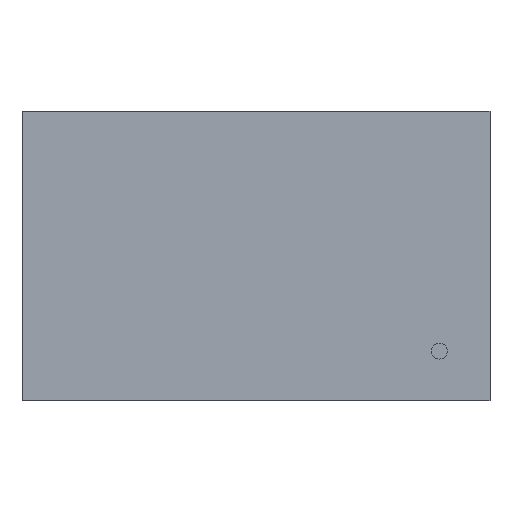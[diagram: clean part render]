
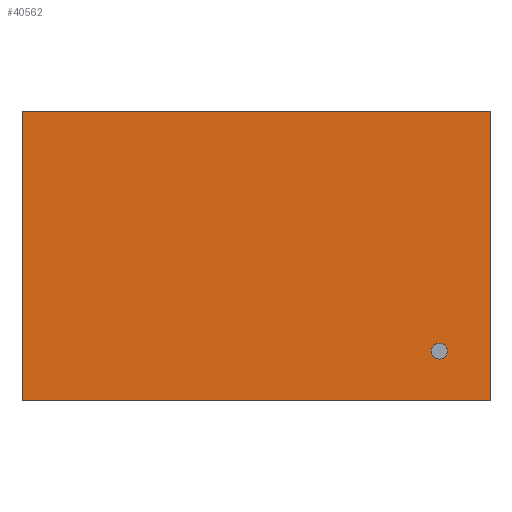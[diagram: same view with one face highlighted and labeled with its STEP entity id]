
A CAD part, front view. The second image highlights one B-rep face of the part: STEP entity #40562.
In plain terms, the highlighted planar face has unit normal (0, -1, 0).
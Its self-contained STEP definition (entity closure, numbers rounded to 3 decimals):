
#816 = CARTESIAN_POINT ( 'NONE',  ( -5.25, 0., -3.25 ) ) ;
#1199 = VERTEX_POINT ( 'NONE', #15779 ) ;
#1252 = CARTESIAN_POINT ( 'NONE',  ( 5.25, 0., -3.25 ) ) ;
#1346 = CARTESIAN_POINT ( 'NONE',  ( -5.25, 0., 3.25 ) ) ;
#1951 = AXIS2_PLACEMENT_3D ( 'NONE', #3843, #16610, #32722 ) ;
#3254 = VERTEX_POINT ( 'NONE', #1252 ) ;
#3349 = LINE ( 'NONE', #816, #11431 ) ;
#3809 = CARTESIAN_POINT ( 'NONE',  ( -5.25, 0., 3.25 ) ) ;
#3843 = CARTESIAN_POINT ( 'NONE',  ( 0., 0., 0. ) ) ;
#4844 = ORIENTED_EDGE ( 'NONE', *, *, #41090, .F. ) ;
#6750 = CARTESIAN_POINT ( 'NONE',  ( 4.112, 0., -2.133 ) ) ;
#8238 = EDGE_LOOP ( 'NONE', ( #19603, #22254, #4844, #18473 ) ) ;
#9512 = DIRECTION ( 'NONE',  ( 0., -1., 0. ) ) ;
#10109 = FACE_OUTER_BOUND ( 'NONE', #8238, .T. ) ;
#11411 = CIRCLE ( 'NONE', #26829, 0.18 ) ;
#11431 = VECTOR ( 'NONE', #13345, 1000. ) ;
#12208 = ORIENTED_EDGE ( 'NONE', *, *, #36136, .F. ) ;
#12676 = DIRECTION ( 'NONE',  ( 0., 0., 1. ) ) ;
#13345 = DIRECTION ( 'NONE',  ( -1., 0., 0. ) ) ;
#13673 = CARTESIAN_POINT ( 'NONE',  ( -5.25, 0., -3.25 ) ) ;
#14358 = VERTEX_POINT ( 'NONE', #13673 ) ;
#15182 = CARTESIAN_POINT ( 'NONE',  ( 4.112, 0., -1.953 ) ) ;
#15691 = VECTOR ( 'NONE', #32074, 1000. ) ;
#15779 = CARTESIAN_POINT ( 'NONE',  ( 4.112, 0., -2.313 ) ) ;
#16610 = DIRECTION ( 'NONE',  ( 0., 1., 0. ) ) ;
#18452 = DIRECTION ( 'NONE',  ( 0., -1., 0. ) ) ;
#18473 = ORIENTED_EDGE ( 'NONE', *, *, #21084, .F. ) ;
#19603 = ORIENTED_EDGE ( 'NONE', *, *, #27277, .F. ) ;
#20414 = VERTEX_POINT ( 'NONE', #35529 ) ;
#21084 = EDGE_CURVE ( 'NONE', #3254, #14358, #3349, .T. ) ;
#21110 = AXIS2_PLACEMENT_3D ( 'NONE', #6750, #9512, #29177 ) ;
#21921 = LINE ( 'NONE', #37623, #36750 ) ;
#22254 = ORIENTED_EDGE ( 'NONE', *, *, #31612, .F. ) ;
#22418 = CARTESIAN_POINT ( 'NONE',  ( 4.112, 0., -2.133 ) ) ;
#24057 = EDGE_LOOP ( 'NONE', ( #12208, #37715 ) ) ;
#25621 = LINE ( 'NONE', #35463, #15691 ) ;
#26829 = AXIS2_PLACEMENT_3D ( 'NONE', #22418, #18452, #34996 ) ;
#27277 = EDGE_CURVE ( 'NONE', #20414, #3254, #25621, .T. ) ;
#28690 = VECTOR ( 'NONE', #35219, 1000. ) ;
#29177 = DIRECTION ( 'NONE',  ( 0., 0., -1. ) ) ;
#30454 = CIRCLE ( 'NONE', #21110, 0.18 ) ;
#31384 = VERTEX_POINT ( 'NONE', #1346 ) ;
#31612 = EDGE_CURVE ( 'NONE', #31384, #20414, #38792, .T. ) ;
#32074 = DIRECTION ( 'NONE',  ( 0., 0., -1. ) ) ;
#32722 = DIRECTION ( 'NONE',  ( 0., 0., 1. ) ) ;
#32860 = EDGE_CURVE ( 'NONE', #36833, #1199, #11411, .T. ) ;
#34996 = DIRECTION ( 'NONE',  ( 0., 0., -1. ) ) ;
#35219 = DIRECTION ( 'NONE',  ( 1., 0., 0. ) ) ;
#35463 = CARTESIAN_POINT ( 'NONE',  ( 5.25, 0., -3.25 ) ) ;
#35529 = CARTESIAN_POINT ( 'NONE',  ( 5.25, 0., 3.25 ) ) ;
#35870 = PLANE ( 'NONE',  #1951 ) ;
#36136 = EDGE_CURVE ( 'NONE', #1199, #36833, #30454, .T. ) ;
#36750 = VECTOR ( 'NONE', #12676, 1000. ) ;
#36833 = VERTEX_POINT ( 'NONE', #15182 ) ;
#37623 = CARTESIAN_POINT ( 'NONE',  ( -5.25, 0., -3.25 ) ) ;
#37715 = ORIENTED_EDGE ( 'NONE', *, *, #32860, .F. ) ;
#38792 = LINE ( 'NONE', #3809, #28690 ) ;
#38833 = FACE_BOUND ( 'NONE', #24057, .T. ) ;
#40562 = ADVANCED_FACE ( 'NONE', ( #38833, #10109 ), #35870, .F. ) ;
#41090 = EDGE_CURVE ( 'NONE', #14358, #31384, #21921, .T. ) ;
